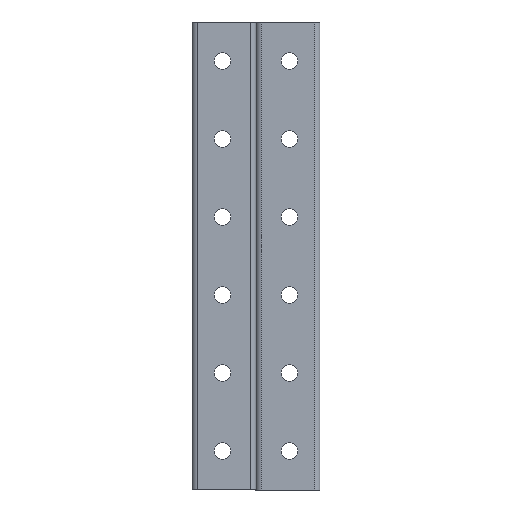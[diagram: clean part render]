
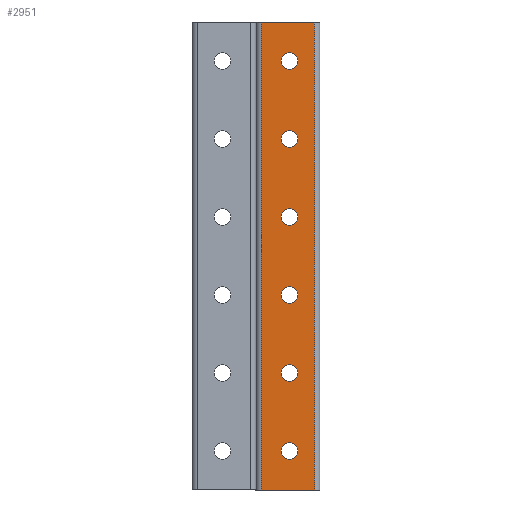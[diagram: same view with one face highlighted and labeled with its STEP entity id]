
A CAD part, left-side view. The second image highlights one B-rep face of the part: STEP entity #2951.
In plain terms, the highlighted planar face has unit normal (-1, 0, 0).
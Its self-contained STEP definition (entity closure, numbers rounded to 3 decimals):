
#85 = CARTESIAN_POINT ( 'NONE',  ( -20.5, -3.5, -150. ) ) ;
#88 = CARTESIAN_POINT ( 'NONE',  ( -20.5, -37.5, -150. ) ) ;
#414 = ORIENTED_EDGE ( 'NONE', *, *, #2247, .F. ) ;
#417 = ORIENTED_EDGE ( 'NONE', *, *, #2245, .T. ) ;
#418 = ORIENTED_EDGE ( 'NONE', *, *, #2248, .T. ) ;
#489 = ORIENTED_EDGE ( 'NONE', *, *, #2223, .T. ) ;
#494 = ORIENTED_EDGE ( 'NONE', *, *, #2230, .F. ) ;
#551 = ORIENTED_EDGE ( 'NONE', *, *, #2249, .T. ) ;
#559 = ORIENTED_EDGE ( 'NONE', *, *, #2235, .T. ) ;
#611 = ORIENTED_EDGE ( 'NONE', *, *, #2231, .F. ) ;
#664 = ORIENTED_EDGE ( 'NONE', *, *, #2222, .T. ) ;
#679 = ORIENTED_EDGE ( 'NONE', *, *, #2225, .T. ) ;
#713 = CIRCLE ( 'NONE', #2437, 5.25 ) ;
#715 = VECTOR ( 'NONE', #1278, 1000. ) ;
#718 = CIRCLE ( 'NONE', #2200, 5.25 ) ;
#719 = LINE ( 'NONE', #1268, #715 ) ;
#733 = CIRCLE ( 'NONE', #2398, 5.25 ) ;
#735 = CIRCLE ( 'NONE', #2207, 5.25 ) ;
#753 = VECTOR ( 'NONE', #3020, 1000. ) ;
#758 = VECTOR ( 'NONE', #3022, 1000. ) ;
#759 = LINE ( 'NONE', #3012, #753 ) ;
#979 = LINE ( 'NONE', #3000, #986 ) ;
#986 = VECTOR ( 'NONE', #2996, 1000. ) ;
#988 = CIRCLE ( 'NONE', #2206, 5.25 ) ;
#989 = CIRCLE ( 'NONE', #2077, 5.25 ) ;
#992 = LINE ( 'NONE', #3008, #758 ) ;
#1268 = CARTESIAN_POINT ( 'NONE',  ( -20.5, -3.5, -1500. ) ) ;
#1272 = CARTESIAN_POINT ( 'NONE',  ( -20.5, -21.5, -25. ) ) ;
#1273 = DIRECTION ( 'NONE',  ( 1., 0., 0. ) ) ;
#1274 = DIRECTION ( 'NONE',  ( 0., 1., 0. ) ) ;
#1278 = DIRECTION ( 'NONE',  ( 0., 0., 1. ) ) ;
#1280 = CARTESIAN_POINT ( 'NONE',  ( -20.5, -21.5, 125. ) ) ;
#1281 = DIRECTION ( 'NONE',  ( 1., 0., 0. ) ) ;
#1282 = DIRECTION ( 'NONE',  ( 0., 1., 0. ) ) ;
#1283 = CARTESIAN_POINT ( 'NONE',  ( -20.5, -21.5, 75. ) ) ;
#1284 = DIRECTION ( 'NONE',  ( 1., 0., 0. ) ) ;
#1285 = DIRECTION ( 'NONE',  ( 0., 1., 0. ) ) ;
#1411 = VERTEX_POINT ( 'NONE', #88 ) ;
#1412 = VERTEX_POINT ( 'NONE', #85 ) ;
#1435 = EDGE_LOOP ( 'NONE', ( #418 ) ) ;
#1548 = EDGE_LOOP ( 'NONE', ( #417 ) ) ;
#1675 = EDGE_LOOP ( 'NONE', ( #559 ) ) ;
#1769 = VERTEX_POINT ( 'NONE', #3288 ) ;
#1771 = EDGE_LOOP ( 'NONE', ( #551 ) ) ;
#1776 = VERTEX_POINT ( 'NONE', #3287 ) ;
#1784 = EDGE_LOOP ( 'NONE', ( #679 ) ) ;
#1840 = EDGE_LOOP ( 'NONE', ( #611, #664, #494, #414 ) ) ;
#1841 = EDGE_LOOP ( 'NONE', ( #489 ) ) ;
#1915 = PLANE ( 'NONE',  #2478 ) ;
#1916 = CARTESIAN_POINT ( 'NONE',  ( -20.5, -37.5, -1500. ) ) ;
#1917 = DIRECTION ( 'NONE',  ( 1., 0., 0. ) ) ;
#1918 = DIRECTION ( 'NONE',  ( 0., 1., 0. ) ) ;
#1973 = CARTESIAN_POINT ( 'NONE',  ( -20.5, -16.25, 25. ) ) ;
#1974 = CARTESIAN_POINT ( 'NONE',  ( -20.5, -16.25, -125. ) ) ;
#1976 = CARTESIAN_POINT ( 'NONE',  ( -20.5, -16.25, -75. ) ) ;
#1978 = CARTESIAN_POINT ( 'NONE',  ( -20.5, -16.25, -25. ) ) ;
#1980 = CARTESIAN_POINT ( 'NONE',  ( -20.5, -16.25, 125. ) ) ;
#1981 = CARTESIAN_POINT ( 'NONE',  ( -20.5, -16.25, 75. ) ) ;
#2077 = AXIS2_PLACEMENT_3D ( 'NONE', #3009, #3010, #3011 ) ;
#2200 = AXIS2_PLACEMENT_3D ( 'NONE', #1272, #1273, #1274 ) ;
#2206 = AXIS2_PLACEMENT_3D ( 'NONE', #3004, #3005, #3006 ) ;
#2207 = AXIS2_PLACEMENT_3D ( 'NONE', #3028, #3029, #3030 ) ;
#2222 = EDGE_CURVE ( 'NONE', #1411, #1769, #979, .T. ) ;
#2223 = EDGE_CURVE ( 'NONE', #3297, #3297, #988, .T. ) ;
#2225 = EDGE_CURVE ( 'NONE', #3296, #3296, #989, .T. ) ;
#2230 = EDGE_CURVE ( 'NONE', #1776, #1769, #759, .T. ) ;
#2231 = EDGE_CURVE ( 'NONE', #1411, #1412, #992, .T. ) ;
#2235 = EDGE_CURVE ( 'NONE', #3294, #3294, #735, .T. ) ;
#2245 = EDGE_CURVE ( 'NONE', #3292, #3292, #718, .T. ) ;
#2247 = EDGE_CURVE ( 'NONE', #1412, #1776, #719, .T. ) ;
#2248 = EDGE_CURVE ( 'NONE', #3290, #3290, #733, .T. ) ;
#2249 = EDGE_CURVE ( 'NONE', #3289, #3289, #713, .T. ) ;
#2398 = AXIS2_PLACEMENT_3D ( 'NONE', #1280, #1281, #1282 ) ;
#2437 = AXIS2_PLACEMENT_3D ( 'NONE', #1283, #1284, #1285 ) ;
#2478 = AXIS2_PLACEMENT_3D ( 'NONE', #1916, #1917, #1918 ) ;
#2951 = ADVANCED_FACE ( 'NONE', ( #3343, #3339, #3342, #3340, #3341, #3338, #3337 ), #1915, .F. ) ;
#2996 = DIRECTION ( 'NONE',  ( 0., 0., 1. ) ) ;
#3000 = CARTESIAN_POINT ( 'NONE',  ( -20.5, -37.5, -1500. ) ) ;
#3004 = CARTESIAN_POINT ( 'NONE',  ( -20.5, -21.5, 25. ) ) ;
#3005 = DIRECTION ( 'NONE',  ( 1., 0., 0. ) ) ;
#3006 = DIRECTION ( 'NONE',  ( 0., 1., 0. ) ) ;
#3008 = CARTESIAN_POINT ( 'NONE',  ( -20.5, 41., -150. ) ) ;
#3009 = CARTESIAN_POINT ( 'NONE',  ( -20.5, -21.5, -125. ) ) ;
#3010 = DIRECTION ( 'NONE',  ( 1., 0., 0. ) ) ;
#3011 = DIRECTION ( 'NONE',  ( 0., 1., 0. ) ) ;
#3012 = CARTESIAN_POINT ( 'NONE',  ( -20.5, 41., 150. ) ) ;
#3020 = DIRECTION ( 'NONE',  ( 0., -1., 0. ) ) ;
#3022 = DIRECTION ( 'NONE',  ( 0., 1., 0. ) ) ;
#3028 = CARTESIAN_POINT ( 'NONE',  ( -20.5, -21.5, -75. ) ) ;
#3029 = DIRECTION ( 'NONE',  ( 1., 0., 0. ) ) ;
#3030 = DIRECTION ( 'NONE',  ( 0., 1., 0. ) ) ;
#3287 = CARTESIAN_POINT ( 'NONE',  ( -20.5, -3.5, 150. ) ) ;
#3288 = CARTESIAN_POINT ( 'NONE',  ( -20.5, -37.5, 150. ) ) ;
#3289 = VERTEX_POINT ( 'NONE', #1981 ) ;
#3290 = VERTEX_POINT ( 'NONE', #1980 ) ;
#3292 = VERTEX_POINT ( 'NONE', #1978 ) ;
#3294 = VERTEX_POINT ( 'NONE', #1976 ) ;
#3296 = VERTEX_POINT ( 'NONE', #1974 ) ;
#3297 = VERTEX_POINT ( 'NONE', #1973 ) ;
#3337 = FACE_OUTER_BOUND ( 'NONE', #1840, .T. ) ;
#3338 = FACE_BOUND ( 'NONE', #1675, .T. ) ;
#3339 = FACE_BOUND ( 'NONE', #1548, .T. ) ;
#3340 = FACE_BOUND ( 'NONE', #1435, .T. ) ;
#3341 = FACE_BOUND ( 'NONE', #1841, .T. ) ;
#3342 = FACE_BOUND ( 'NONE', #1771, .T. ) ;
#3343 = FACE_BOUND ( 'NONE', #1784, .T. ) ;
